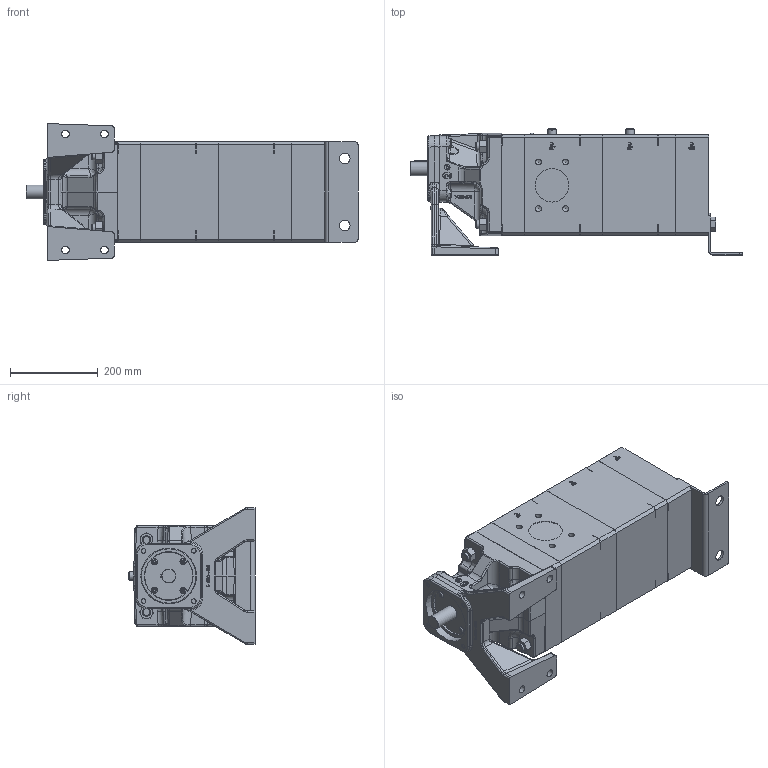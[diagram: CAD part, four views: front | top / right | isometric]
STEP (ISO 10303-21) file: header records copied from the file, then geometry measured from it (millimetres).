
FILE_DESCRIPTION (( 'STEP AP214' ), '1' );
FILE_NAME ('GPV-1455-005-U.STEP', '2016-09-15T20:39:42', ( '' ), ( '' ), 'SwSTEP 2.0', 'SolidWorks 2015', '' );
FILE_SCHEMA (( 'AUTOMOTIVE_DESIGN' ));
Length unit declared in the file: inch
Products named in the file (1): GPV-1455-005-U
Bounding box: 756.75 x 287.68 x 311.33 mm (x, y, z)
Volume: 30146677 mm3; surface area: 1318604 mm2
Topology: 6 solids, 6 shells, 2399 faces, 6018 edges, 3863 vertices
Faces by surface type: plane 1410, bspline 529, cylinder 294, cone 139, sphere 26, torus 1
Full cylindrical faces by diameter (mm): 3.175 x2, 10.716 x4, 11.139 x4, 11.146 x14, 12.7 x6, 13.492 x8, 13.894 x4, 14.287 x4, 17.526 x4, 19.05 x10, 20.65 x12, 21.438 x4, 24.13 x2, 31.737 x1, 76.2 x2, 109.22 x1, 126.975 x1, 127.089 x1, 190.5 x4
Entity records: 200889 total; most frequent: CARTESIAN_POINT 117324, ORIENTED_EDGE 11498, DIRECTION 8857, EDGE_CURVE 5749, VERTEX_POINT 3804, VECTOR 3795, LINE 3795, EDGE_LOOP 2911
